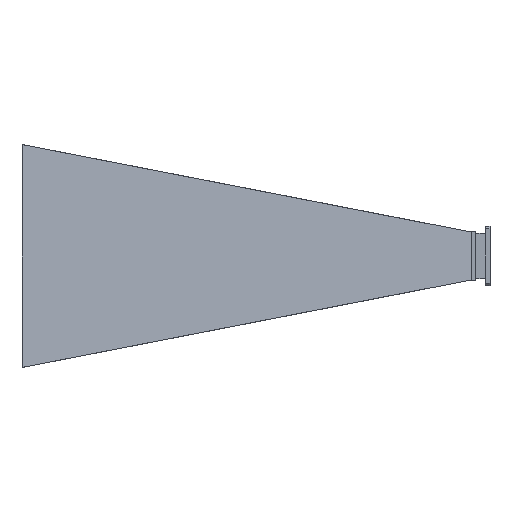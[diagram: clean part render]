
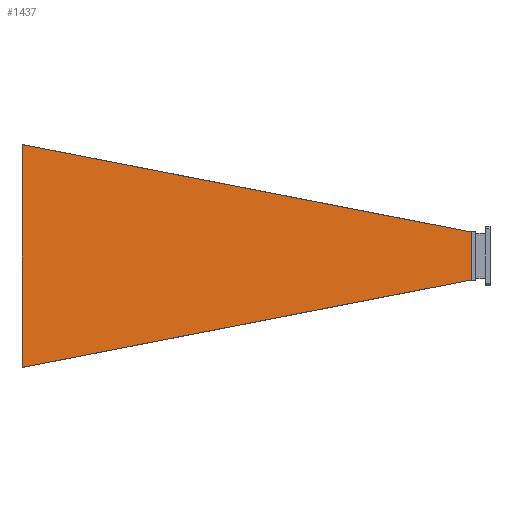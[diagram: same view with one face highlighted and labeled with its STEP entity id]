
A CAD part, front view. The second image highlights one B-rep face of the part: STEP entity #1437.
In plain terms, the highlighted planar face has unit normal (0.148, -0.989, 0).
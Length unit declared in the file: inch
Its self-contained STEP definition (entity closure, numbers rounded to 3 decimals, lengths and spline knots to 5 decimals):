
#8 = LINE ( 'NONE', #594, #1278 ) ;
#11 = LINE ( 'NONE', #848, #1223 ) ;
#23 = DIRECTION ( 'NONE',  ( -0.971, -0.146, -0.189 ) ) ;
#41 = CARTESIAN_POINT ( 'NONE',  ( -0.25, -0.6676, -1.268 ) ) ;
#52 = DIRECTION ( 'NONE',  ( 0.989, 0.148, 0. ) ) ;
#55 = DIRECTION ( 'NONE',  ( 0., 0., 1. ) ) ;
#73 = ORIENTED_EDGE ( 'NONE', *, *, #707, .F. ) ;
#154 = PLANE ( 'NONE',  #481 ) ;
#271 = ORIENTED_EDGE ( 'NONE', *, *, #1122, .T. ) ;
#448 = CARTESIAN_POINT ( 'NONE',  ( -23.96604, -4.228, -5.88528 ) ) ;
#469 = CARTESIAN_POINT ( 'NONE',  ( -23.96604, -4.228, 5.88528 ) ) ;
#481 = AXIS2_PLACEMENT_3D ( 'NONE', #1540, #1136, #52 ) ;
#519 = VERTEX_POINT ( 'NONE', #469 ) ;
#520 = LINE ( 'NONE', #776, #1507 ) ;
#576 = ORIENTED_EDGE ( 'NONE', *, *, #1030, .T. ) ;
#594 = CARTESIAN_POINT ( 'NONE',  ( -23.96604, -4.228, 27.90334 ) ) ;
#707 = EDGE_CURVE ( 'NONE', #1457, #939, #862, .T. ) ;
#726 = DIRECTION ( 'NONE',  ( 0., 0., -1. ) ) ;
#743 = DIRECTION ( 'NONE',  ( -0.971, -0.146, 0.189 ) ) ;
#744 = EDGE_LOOP ( 'NONE', ( #576, #73, #271, #1052 ) ) ;
#776 = CARTESIAN_POINT ( 'NONE',  ( -0.25, -0.6676, -2.60977 ) ) ;
#848 = CARTESIAN_POINT ( 'NONE',  ( -4.80981, -1.35214, 2.15575 ) ) ;
#862 = LINE ( 'NONE', #1346, #1155 ) ;
#939 = VERTEX_POINT ( 'NONE', #448 ) ;
#1030 = EDGE_CURVE ( 'NONE', #519, #939, #8, .T. ) ;
#1052 = ORIENTED_EDGE ( 'NONE', *, *, #1283, .T. ) ;
#1122 = EDGE_CURVE ( 'NONE', #1457, #1255, #520, .T. ) ;
#1136 = DIRECTION ( 'NONE',  ( 0.148, -0.989, 0. ) ) ;
#1155 = VECTOR ( 'NONE', #23, 39.37008 ) ;
#1184 = FACE_OUTER_BOUND ( 'NONE', #744, .T. ) ;
#1223 = VECTOR ( 'NONE', #743, 39.37008 ) ;
#1255 = VERTEX_POINT ( 'NONE', #1334 ) ;
#1278 = VECTOR ( 'NONE', #726, 39.37008 ) ;
#1283 = EDGE_CURVE ( 'NONE', #1255, #519, #11, .T. ) ;
#1334 = CARTESIAN_POINT ( 'NONE',  ( -0.25, -0.6676, 1.268 ) ) ;
#1346 = CARTESIAN_POINT ( 'NONE',  ( -4.80981, -1.35214, -2.15575 ) ) ;
#1437 = ADVANCED_FACE ( 'NONE', ( #1184 ), #154, .T. ) ;
#1457 = VERTEX_POINT ( 'NONE', #41 ) ;
#1507 = VECTOR ( 'NONE', #55, 39.37008 ) ;
#1540 = CARTESIAN_POINT ( 'NONE',  ( 0.0925, -0.61618, 27.90334 ) ) ;
